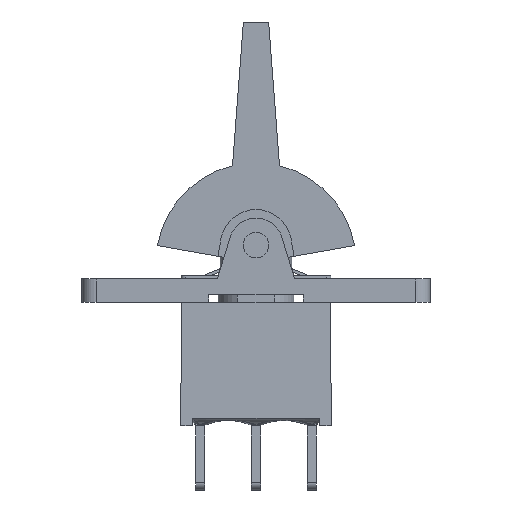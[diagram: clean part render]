
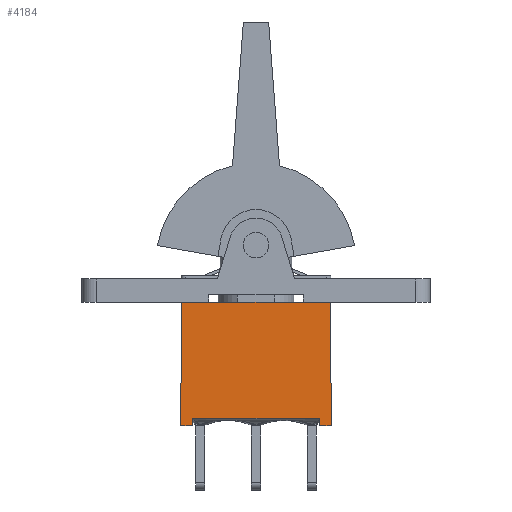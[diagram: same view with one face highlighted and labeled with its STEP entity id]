
A CAD part, front view. The second image highlights one B-rep face of the part: STEP entity #4184.
In plain terms, the highlighted planar face has unit normal (0, -1, 0.009).
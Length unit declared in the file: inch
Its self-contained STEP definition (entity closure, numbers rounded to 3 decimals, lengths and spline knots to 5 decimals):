
#498=FACE_OUTER_BOUND('',#734,.T.);
#734=EDGE_LOOP('',(#3728,#3729,#3730,#3731,#3732,#3733,#3734,#3735,#3736,
#3737,#3738,#3739));
#948=LINE('',#6517,#1361);
#996=LINE('',#6635,#1409);
#1026=LINE('',#6711,#1439);
#1121=LINE('',#7533,#1534);
#1122=LINE('',#7535,#1535);
#1123=LINE('',#7537,#1536);
#1124=LINE('',#7539,#1537);
#1125=LINE('',#7541,#1538);
#1126=LINE('',#7543,#1539);
#1127=LINE('',#7544,#1540);
#1361=VECTOR('',#5144,0.3937);
#1409=VECTOR('',#5234,0.3937);
#1439=VECTOR('',#5326,0.3937);
#1534=VECTOR('',#5573,0.3937);
#1535=VECTOR('',#5574,0.3937);
#1536=VECTOR('',#5575,0.3937);
#1537=VECTOR('',#5576,0.3937);
#1538=VECTOR('',#5577,0.3937);
#1539=VECTOR('',#5578,0.3937);
#1540=VECTOR('',#5579,0.3937);
#1593=ELLIPSE('',#4539,0.00394,0.00394);
#1595=ELLIPSE('',#4542,0.00394,0.00394);
#1797=VERTEX_POINT('',#6514);
#1798=VERTEX_POINT('',#6516);
#1846=VERTEX_POINT('',#6632);
#1847=VERTEX_POINT('',#6634);
#1971=VERTEX_POINT('',#7524);
#1973=VERTEX_POINT('',#7530);
#1974=VERTEX_POINT('',#7532);
#1975=VERTEX_POINT('',#7534);
#1976=VERTEX_POINT('',#7536);
#1977=VERTEX_POINT('',#7538);
#1978=VERTEX_POINT('',#7540);
#1979=VERTEX_POINT('',#7542);
#2306=EDGE_CURVE('',#1798,#1797,#948,.T.);
#2367=EDGE_CURVE('',#1847,#1846,#996,.T.);
#2404=EDGE_CURVE('',#1846,#1798,#1026,.T.);
#2568=EDGE_CURVE('',#1847,#1971,#1593,.T.);
#2571=EDGE_CURVE('',#1973,#1797,#1595,.T.);
#2572=EDGE_CURVE('',#1974,#1973,#1121,.T.);
#2573=EDGE_CURVE('',#1975,#1974,#1122,.T.);
#2574=EDGE_CURVE('',#1975,#1976,#1123,.T.);
#2575=EDGE_CURVE('',#1976,#1977,#1124,.T.);
#2576=EDGE_CURVE('',#1977,#1978,#1125,.T.);
#2577=EDGE_CURVE('',#1979,#1978,#1126,.T.);
#2578=EDGE_CURVE('',#1979,#1971,#1127,.T.);
#3728=ORIENTED_EDGE('',*,*,#2568,.F.);
#3729=ORIENTED_EDGE('',*,*,#2367,.T.);
#3730=ORIENTED_EDGE('',*,*,#2404,.T.);
#3731=ORIENTED_EDGE('',*,*,#2306,.T.);
#3732=ORIENTED_EDGE('',*,*,#2571,.F.);
#3733=ORIENTED_EDGE('',*,*,#2572,.F.);
#3734=ORIENTED_EDGE('',*,*,#2573,.F.);
#3735=ORIENTED_EDGE('',*,*,#2574,.T.);
#3736=ORIENTED_EDGE('',*,*,#2575,.T.);
#3737=ORIENTED_EDGE('',*,*,#2576,.T.);
#3738=ORIENTED_EDGE('',*,*,#2577,.F.);
#3739=ORIENTED_EDGE('',*,*,#2578,.T.);
#3968=PLANE('',#4541);
#4184=ADVANCED_FACE('',(#498),#3968,.T.);
#4539=AXIS2_PLACEMENT_3D('',#7525,#5564,#5565);
#4541=AXIS2_PLACEMENT_3D('',#7529,#5569,#5570);
#4542=AXIS2_PLACEMENT_3D('',#7531,#5571,#5572);
#5144=DIRECTION('',(-1.,0.,0.));
#5234=DIRECTION('',(-1.,0.,0.));
#5326=DIRECTION('',(-1.,0.,0.));
#5564=DIRECTION('center_axis',(0.,1.,
-0.009));
#5565=DIRECTION('ref_axis',(0.,0.009,1.));
#5569=DIRECTION('center_axis',(0.,-1.,
0.009));
#5570=DIRECTION('ref_axis',(1.,0.,0.));
#5571=DIRECTION('center_axis',(0.,1.,
-0.009));
#5572=DIRECTION('ref_axis',(0.,0.009,1.));
#5573=DIRECTION('',(0.009,0.009,1.));
#5574=DIRECTION('',(-1.,0.,0.));
#5575=DIRECTION('',(0.,0.009,1.));
#5576=DIRECTION('',(1.,0.,0.));
#5577=DIRECTION('',(0.,-0.009,-1.));
#5578=DIRECTION('',(-1.,0.,0.));
#5579=DIRECTION('',(-0.009,0.009,1.));
#6514=CARTESIAN_POINT('',(-0.24252,-0.12635,0.40945));
#6516=CARTESIAN_POINT('',(-0.15748,-0.12635,0.40945));
#6517=CARTESIAN_POINT('',(0.25,-0.12635,0.40945));
#6632=CARTESIAN_POINT('',(0.15748,-0.12635,0.40945));
#6634=CARTESIAN_POINT('',(0.24252,-0.12635,0.40945));
#6635=CARTESIAN_POINT('',(0.25,-0.12635,0.40945));
#6711=CARTESIAN_POINT('',(0.25,-0.12635,0.40945));
#7524=CARTESIAN_POINT('',(0.24646,-0.12638,0.40555));
#7525=CARTESIAN_POINT('Origin',(0.24252,-0.12638,0.40551));
#7529=CARTESIAN_POINT('Origin',(0.25,-0.12992,0.));
#7530=CARTESIAN_POINT('',(-0.24646,-0.12638,0.40555));
#7531=CARTESIAN_POINT('Origin',(-0.24252,-0.12638,0.40551));
#7532=CARTESIAN_POINT('',(-0.25,-0.12992,0.));
#7533=CARTESIAN_POINT('',(-0.24998,-0.1299,0.00218));
#7534=CARTESIAN_POINT('',(-0.21063,-0.12992,0.));
#7535=CARTESIAN_POINT('',(0.25,-0.12992,0.));
#7536=CARTESIAN_POINT('',(-0.21063,-0.1297,0.02559));
#7537=CARTESIAN_POINT('',(-0.21063,-0.12992,0.00007));
#7538=CARTESIAN_POINT('',(0.21063,-0.1297,0.02559));
#7539=CARTESIAN_POINT('',(0.125,-0.1297,0.02559));
#7540=CARTESIAN_POINT('',(0.21063,-0.12992,0.));
#7541=CARTESIAN_POINT('',(0.21063,-0.12992,0.));
#7542=CARTESIAN_POINT('',(0.25,-0.12992,0.));
#7543=CARTESIAN_POINT('',(0.25,-0.12992,0.));
#7544=CARTESIAN_POINT('',(0.24999,-0.12991,0.00113));
